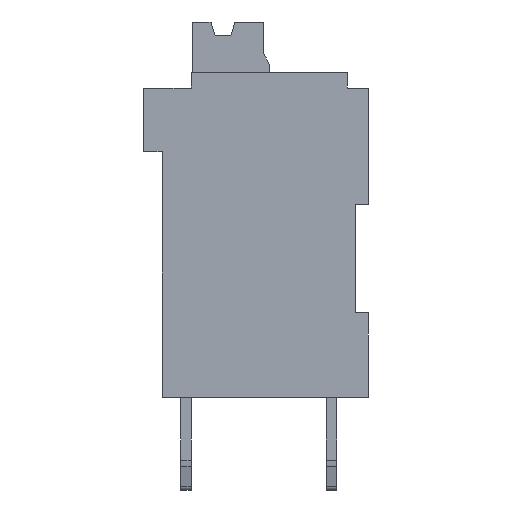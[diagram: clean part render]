
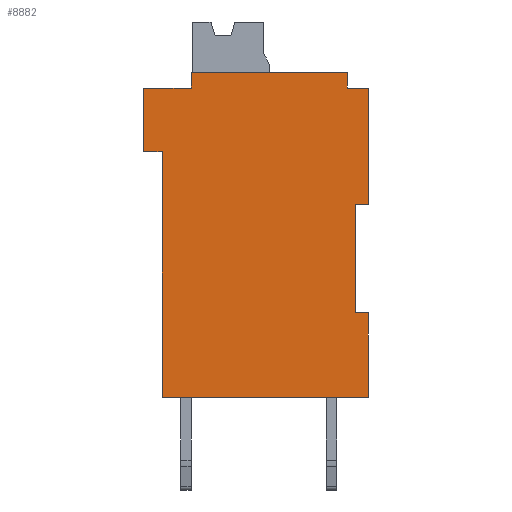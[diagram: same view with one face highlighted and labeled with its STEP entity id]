
A CAD part, left-side view. The second image highlights one B-rep face of the part: STEP entity #8882.
In plain terms, the highlighted planar face has unit normal (-1, 0, 0).
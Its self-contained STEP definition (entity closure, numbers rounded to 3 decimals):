
#7956 = VERTEX_POINT('',#7957);
#7957 = CARTESIAN_POINT('',(-7.351,-4.153,-0.1));
#7973 = VERTEX_POINT('',#7974);
#7974 = CARTESIAN_POINT('',(-7.351,-4.153,3.1));
#7980 = EDGE_CURVE('',#7956,#7973,#7981,.T.);
#7981 = LINE('',#7982,#7983);
#7982 = CARTESIAN_POINT('',(-7.351,-4.153,-0.1));
#7983 = VECTOR('',#7984,1.);
#7984 = DIRECTION('',(0.,0.,1.));
#7997 = VERTEX_POINT('',#7998);
#7998 = CARTESIAN_POINT('',(-7.351,3.648,-0.1));
#8029 = EDGE_CURVE('',#7997,#7956,#8030,.T.);
#8030 = LINE('',#8031,#8032);
#8031 = CARTESIAN_POINT('',(-7.351,3.648,-0.1));
#8032 = VECTOR('',#8033,1.);
#8033 = DIRECTION('',(0.,-1.,0.));
#8053 = VERTEX_POINT('',#8054);
#8054 = CARTESIAN_POINT('',(-7.351,-3.653,3.1));
#8060 = EDGE_CURVE('',#7973,#8053,#8061,.T.);
#8061 = LINE('',#8062,#8063);
#8062 = CARTESIAN_POINT('',(-7.351,-4.153,3.1));
#8063 = VECTOR('',#8064,1.);
#8064 = DIRECTION('',(0.,1.,0.));
#8532 = VERTEX_POINT('',#8533);
#8533 = CARTESIAN_POINT('',(-7.351,-3.653,7.2));
#8539 = EDGE_CURVE('',#8053,#8532,#8540,.T.);
#8540 = LINE('',#8541,#8542);
#8541 = CARTESIAN_POINT('',(-7.351,-3.653,3.1));
#8542 = VECTOR('',#8543,1.);
#8543 = DIRECTION('',(0.,0.,1.));
#8556 = VERTEX_POINT('',#8557);
#8557 = CARTESIAN_POINT('',(-7.351,3.648,9.2));
#8810 = EDGE_CURVE('',#8556,#7997,#8811,.T.);
#8811 = LINE('',#8812,#8813);
#8812 = CARTESIAN_POINT('',(-7.351,3.648,9.2));
#8813 = VECTOR('',#8814,1.);
#8814 = DIRECTION('',(0.,0.,-1.));
#8827 = VERTEX_POINT('',#8828);
#8828 = CARTESIAN_POINT('',(-7.351,4.348,9.2));
#8841 = EDGE_CURVE('',#8827,#8556,#8842,.T.);
#8842 = LINE('',#8843,#8844);
#8843 = CARTESIAN_POINT('',(-7.351,4.348,9.2));
#8844 = VECTOR('',#8845,1.);
#8845 = DIRECTION('',(0.,-1.,0.));
#8858 = VERTEX_POINT('',#8859);
#8859 = CARTESIAN_POINT('',(-7.351,4.348,11.6));
#8872 = EDGE_CURVE('',#8858,#8827,#8873,.T.);
#8873 = LINE('',#8874,#8875);
#8874 = CARTESIAN_POINT('',(-7.351,4.348,11.6));
#8875 = VECTOR('',#8876,1.);
#8876 = DIRECTION('',(0.,0.,-1.));
#8882 = ADVANCED_FACE('',(#8883),#8946,.T.);
#8883 = FACE_BOUND('',#8884,.T.);
#8884 = EDGE_LOOP('',(#8885,#8893,#8894,#8895,#8896,#8897,#8898,#8899,
    #8900,#8908,#8916,#8924,#8932,#8940));
#8885 = ORIENTED_EDGE('',*,*,#8886,.T.);
#8886 = EDGE_CURVE('',#8887,#8858,#8889,.T.);
#8887 = VERTEX_POINT('',#8888);
#8888 = CARTESIAN_POINT('',(-7.351,2.548,11.6));
#8889 = LINE('',#8890,#8891);
#8890 = CARTESIAN_POINT('',(-7.351,2.548,11.6));
#8891 = VECTOR('',#8892,1.);
#8892 = DIRECTION('',(0.,1.,0.));
#8893 = ORIENTED_EDGE('',*,*,#8872,.T.);
#8894 = ORIENTED_EDGE('',*,*,#8841,.T.);
#8895 = ORIENTED_EDGE('',*,*,#8810,.T.);
#8896 = ORIENTED_EDGE('',*,*,#8029,.T.);
#8897 = ORIENTED_EDGE('',*,*,#7980,.T.);
#8898 = ORIENTED_EDGE('',*,*,#8060,.T.);
#8899 = ORIENTED_EDGE('',*,*,#8539,.T.);
#8900 = ORIENTED_EDGE('',*,*,#8901,.T.);
#8901 = EDGE_CURVE('',#8532,#8902,#8904,.T.);
#8902 = VERTEX_POINT('',#8903);
#8903 = CARTESIAN_POINT('',(-7.351,-4.153,7.2));
#8904 = LINE('',#8905,#8906);
#8905 = CARTESIAN_POINT('',(-7.351,-3.653,7.2));
#8906 = VECTOR('',#8907,1.);
#8907 = DIRECTION('',(0.,-1.,0.));
#8908 = ORIENTED_EDGE('',*,*,#8909,.T.);
#8909 = EDGE_CURVE('',#8902,#8910,#8912,.T.);
#8910 = VERTEX_POINT('',#8911);
#8911 = CARTESIAN_POINT('',(-7.351,-4.153,11.6));
#8912 = LINE('',#8913,#8914);
#8913 = CARTESIAN_POINT('',(-7.351,-4.153,7.2));
#8914 = VECTOR('',#8915,1.);
#8915 = DIRECTION('',(0.,0.,1.));
#8916 = ORIENTED_EDGE('',*,*,#8917,.T.);
#8917 = EDGE_CURVE('',#8910,#8918,#8920,.T.);
#8918 = VERTEX_POINT('',#8919);
#8919 = CARTESIAN_POINT('',(-7.351,-3.353,11.6));
#8920 = LINE('',#8921,#8922);
#8921 = CARTESIAN_POINT('',(-7.351,-4.153,11.6));
#8922 = VECTOR('',#8923,1.);
#8923 = DIRECTION('',(0.,1.,0.));
#8924 = ORIENTED_EDGE('',*,*,#8925,.T.);
#8925 = EDGE_CURVE('',#8918,#8926,#8928,.T.);
#8926 = VERTEX_POINT('',#8927);
#8927 = CARTESIAN_POINT('',(-7.351,-3.353,12.2));
#8928 = LINE('',#8929,#8930);
#8929 = CARTESIAN_POINT('',(-7.351,-3.353,11.6));
#8930 = VECTOR('',#8931,1.);
#8931 = DIRECTION('',(0.,0.,1.));
#8932 = ORIENTED_EDGE('',*,*,#8933,.T.);
#8933 = EDGE_CURVE('',#8926,#8934,#8936,.T.);
#8934 = VERTEX_POINT('',#8935);
#8935 = CARTESIAN_POINT('',(-7.351,2.548,12.2));
#8936 = LINE('',#8937,#8938);
#8937 = CARTESIAN_POINT('',(-7.351,-3.353,12.2));
#8938 = VECTOR('',#8939,1.);
#8939 = DIRECTION('',(0.,1.,0.));
#8940 = ORIENTED_EDGE('',*,*,#8941,.T.);
#8941 = EDGE_CURVE('',#8934,#8887,#8942,.T.);
#8942 = LINE('',#8943,#8944);
#8943 = CARTESIAN_POINT('',(-7.351,2.548,12.2));
#8944 = VECTOR('',#8945,1.);
#8945 = DIRECTION('',(0.,0.,-1.));
#8946 = PLANE('',#8947);
#8947 = AXIS2_PLACEMENT_3D('',#8948,#8949,#8950);
#8948 = CARTESIAN_POINT('',(-7.351,-0.002,6.05));
#8949 = DIRECTION('',(-1.,0.,0.));
#8950 = DIRECTION('',(0.,-1.,0.));
